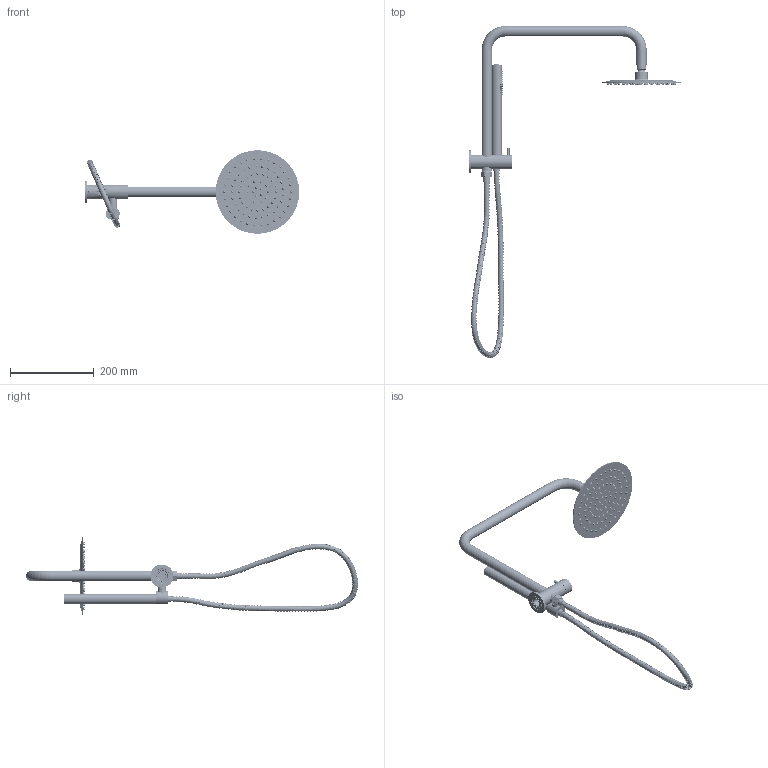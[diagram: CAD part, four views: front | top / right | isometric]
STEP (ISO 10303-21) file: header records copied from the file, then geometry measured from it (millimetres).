
FILE_DESCRIPTION((''),'2;1');
FILE_NAME('V7260001_ASM','2025-10-30T19:02:18',('Administrator'),(''),'CREO PARAMETRIC BY PTC INC, 2021023','CREO PARAMETRIC BY PTC INC, 2021023','');
FILE_SCHEMA(('CONFIG_CONTROL_DESIGN'));
Length unit declared in the file: millimetre
Products named in the file (45): 10001; 0001; 0003; WPTE0013WWH__1; 10002; 0004; WPOE0119; 16X25; IMPORTED3; IMPORTED4; IMPORTED2; IMPORTED1; WPNH0038WXX_ASM; WPCA0021-0001_3; WPBA0083WCP; WPJA0113WNI_; WPLC0002-M5X40001_2; WPOE0181-26X2-O00_2; WPBA0035WCP__1; WPOE0022WBK-__1; WPLC0049WXX; 0005; WPTE0621WXX; T220001_ASM; 0002; 12000; G1_20001; 20002_ASM; WPKA0069WCP; WPOE0241WBK; RUANGUAN; WPRC0868ZCP_1_1; WPCC0429WCP_1_1; WPCC0430WCP_1_1; WPTE0393WGW_1_1; WPTE0395WWH_1_1; WPTE0394WWH_1_1; WPTE0396WWH_1_1; WPOE0079WBK_1_1; WPOE0094WBK_1_1 ...
Assembly tree (52 placements, depth 4):
  V7260001_ASM
    T220001_ASM
      10001
      0001
      0003
      WPTE0013WWH__1
      10002
      0004
      WPOE0119  x2
      16X25  x2
      WPNH0038WXX_ASM
        IMPORTED3
        IMPORTED4
        IMPORTED2
        IMPORTED1
      WPCA0021-0001_3
      WPBA0083WCP
      WPJA0113WNI_
      WPLC0002-M5X40001_2  x2
      WPOE0181-26X2-O00_2  x3
      WPBA0035WCP__1
      WPOE0022WBK-__1
      WPLC0049WXX  x2
      0005
      WPTE0621WXX
    20002_ASM
      0002
      12000
      G1_20001
    WPKA0069WCP
    WPOE0241WBK
    RUANGUAN
    C0001_ASM_1_ASM
      C0001_ASM_1_ASM_1_ASM
        WPRC0868ZCP_1_1
        WPCC0429WCP_1_1
        WPCC0430WCP_1_1
        WPTE0393WGW_1_1
        WPTE0395WWH_1_1
        WPTE0394WWH_1_1
        WPTE0396WWH_1_1
        WPOE0079WBK_1_1  x3
        WPOE0094WBK_1_1
        WPPE0043WWH_1_1
    ORO-200R2MM80001
Bounding box: 513 x 794.08 x 200 mm (x, y, z)
Volume: 549238.4 mm3; surface area: 390222.9 mm2
Topology: 47 solids, 55 shells, 3211 faces, 7082 edges, 4527 vertices
Faces by surface type: cylinder 1293, plane 820, bspline 404, cone 377, torus 315, sphere 2
Entity records: 440419 total; most frequent: CARTESIAN_POINT 371318, DIRECTION 13970, ORIENTED_EDGE 13894, EDGE_CURVE 6968, AXIS2_PLACEMENT_3D 5964, VERTEX_POINT 4459, EDGE_LOOP 4013, FACE_OUTER_BOUND 3164
